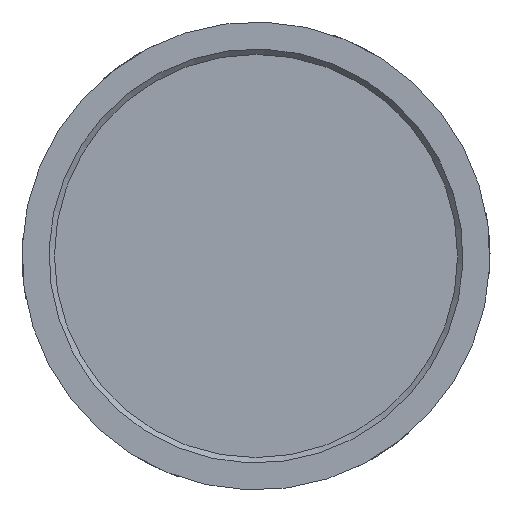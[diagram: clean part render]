
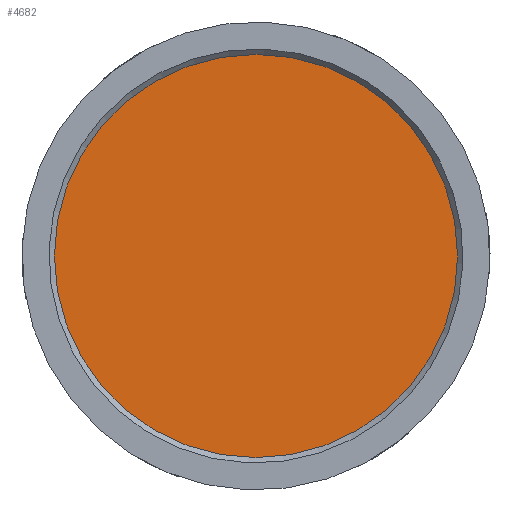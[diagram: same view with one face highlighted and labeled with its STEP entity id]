
A CAD part, left-side view. The second image highlights one B-rep face of the part: STEP entity #4682.
In plain terms, the highlighted planar face has unit normal (-1, 0, 0).
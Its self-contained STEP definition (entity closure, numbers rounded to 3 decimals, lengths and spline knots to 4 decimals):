
#298=CIRCLE('',#4910,2.8);
#865=PLANE('',#4911);
#1103=FACE_OUTER_BOUND('',#1413,.T.);
#1413=EDGE_LOOP('',(#3965));
#2151=VERTEX_POINT('',#35638);
#2771=EDGE_CURVE('',#2151,#2151,#298,.T.);
#3965=ORIENTED_EDGE('',*,*,#2771,.F.);
#4682=ADVANCED_FACE('',(#1103),#865,.T.);
#4910=AXIS2_PLACEMENT_3D('',#35639,#5563,#5564);
#4911=AXIS2_PLACEMENT_3D('',#35640,#5565,#5566);
#5563=DIRECTION('center_axis',(1.,0.,0.));
#5564=DIRECTION('ref_axis',(0.,1.,0.));
#5565=DIRECTION('center_axis',(-1.,0.,0.));
#5566=DIRECTION('ref_axis',(0.,0.,1.));
#35638=CARTESIAN_POINT('',(0.,2.8,0.));
#35639=CARTESIAN_POINT('Origin',(0.,0.,0.));
#35640=CARTESIAN_POINT('Origin',(0.,2.0375,0.));
